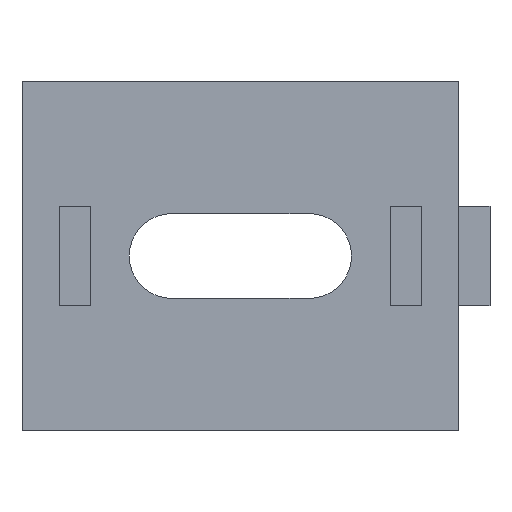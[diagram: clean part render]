
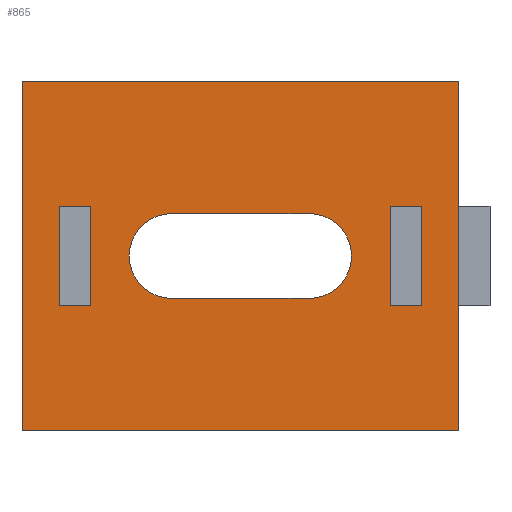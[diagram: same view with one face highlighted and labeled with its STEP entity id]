
A CAD part, left-side view. The second image highlights one B-rep face of the part: STEP entity #865.
In plain terms, the highlighted planar face has unit normal (-1, 0, 0).
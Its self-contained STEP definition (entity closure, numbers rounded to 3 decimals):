
#6 = CARTESIAN_POINT ( 'NONE',  ( 0., 35., 14. ) ) ;
#11 = VECTOR ( 'NONE', #553, 1000. ) ;
#17 = LINE ( 'NONE', #822, #451 ) ;
#52 = ORIENTED_EDGE ( 'NONE', *, *, #783, .T. ) ;
#62 = EDGE_CURVE ( 'NONE', #500, #292, #372, .T. ) ;
#81 = VERTEX_POINT ( 'NONE', #944 ) ;
#90 = VERTEX_POINT ( 'NONE', #1259 ) ;
#101 = VERTEX_POINT ( 'NONE', #669 ) ;
#109 = LINE ( 'NONE', #694, #755 ) ;
#115 = CARTESIAN_POINT ( 'NONE',  ( 0., 23., 0. ) ) ;
#121 = VERTEX_POINT ( 'NONE', #1235 ) ;
#124 = VECTOR ( 'NONE', #237, 1000. ) ;
#132 = FACE_BOUND ( 'NONE', #974, .T. ) ;
#143 = CARTESIAN_POINT ( 'NONE',  ( 0., 29.5, -4. ) ) ;
#145 = LINE ( 'NONE', #155, #798 ) ;
#149 = VERTEX_POINT ( 'NONE', #749 ) ;
#153 = CARTESIAN_POINT ( 'NONE',  ( 0., 23., 3.4 ) ) ;
#155 = CARTESIAN_POINT ( 'NONE',  ( 0., 35., 14. ) ) ;
#159 = VECTOR ( 'NONE', #1050, 1000. ) ;
#165 = CARTESIAN_POINT ( 'NONE',  ( 0., 3., -4. ) ) ;
#185 = DIRECTION ( 'NONE',  ( 0., -1., 0. ) ) ;
#192 = LINE ( 'NONE', #760, #877 ) ;
#194 = VERTEX_POINT ( 'NONE', #153 ) ;
#196 = DIRECTION ( 'NONE',  ( -1., 0., 0. ) ) ;
#219 = DIRECTION ( 'NONE',  ( 1., 0., 0. ) ) ;
#226 = EDGE_CURVE ( 'NONE', #101, #1257, #549, .T. ) ;
#237 = DIRECTION ( 'NONE',  ( 0., 0., -1. ) ) ;
#240 = CIRCLE ( 'NONE', #899, 3.4 ) ;
#261 = VECTOR ( 'NONE', #795, 1000. ) ;
#266 = LINE ( 'NONE', #660, #159 ) ;
#274 = LINE ( 'NONE', #853, #517 ) ;
#292 = VERTEX_POINT ( 'NONE', #442 ) ;
#298 = ORIENTED_EDGE ( 'NONE', *, *, #1135, .F. ) ;
#303 = CIRCLE ( 'NONE', #1022, 3.4 ) ;
#327 = EDGE_CURVE ( 'NONE', #1257, #785, #1244, .T. ) ;
#334 = CARTESIAN_POINT ( 'NONE',  ( 0., 12., 3.4 ) ) ;
#335 = DIRECTION ( 'NONE',  ( 0., 0., 1. ) ) ;
#340 = EDGE_CURVE ( 'NONE', #81, #121, #983, .T. ) ;
#349 = EDGE_CURVE ( 'NONE', #502, #149, #109, .T. ) ;
#351 = DIRECTION ( 'NONE',  ( 0., -1., 0. ) ) ;
#352 = ORIENTED_EDGE ( 'NONE', *, *, #1097, .T. ) ;
#357 = EDGE_CURVE ( 'NONE', #194, #407, #981, .T. ) ;
#360 = LINE ( 'NONE', #730, #939 ) ;
#372 = LINE ( 'NONE', #165, #11 ) ;
#380 = CARTESIAN_POINT ( 'NONE',  ( 0., 23., 0. ) ) ;
#405 = EDGE_CURVE ( 'NONE', #407, #502, #303, .T. ) ;
#407 = VERTEX_POINT ( 'NONE', #593 ) ;
#416 = VERTEX_POINT ( 'NONE', #885 ) ;
#419 = CARTESIAN_POINT ( 'NONE',  ( 0., 32., 4. ) ) ;
#430 = CARTESIAN_POINT ( 'NONE',  ( 0., 23., -3.4 ) ) ;
#433 = LINE ( 'NONE', #143, #124 ) ;
#442 = CARTESIAN_POINT ( 'NONE',  ( 0., 3., -4. ) ) ;
#451 = VECTOR ( 'NONE', #1003, 1000. ) ;
#477 = ORIENTED_EDGE ( 'NONE', *, *, #327, .T. ) ;
#478 = DIRECTION ( 'NONE',  ( 0., 1., 0. ) ) ;
#479 = ORIENTED_EDGE ( 'NONE', *, *, #1041, .F. ) ;
#493 = CARTESIAN_POINT ( 'NONE',  ( 0., 29.5, -4. ) ) ;
#500 = VERTEX_POINT ( 'NONE', #810 ) ;
#502 = VERTEX_POINT ( 'NONE', #430 ) ;
#503 = DIRECTION ( 'NONE',  ( 0., 0., 1. ) ) ;
#506 = CARTESIAN_POINT ( 'NONE',  ( 0., 35., 14. ) ) ;
#517 = VECTOR ( 'NONE', #478, 1000. ) ;
#520 = CARTESIAN_POINT ( 'NONE',  ( 0., 5.5, 4. ) ) ;
#537 = ORIENTED_EDGE ( 'NONE', *, *, #679, .T. ) ;
#543 = CARTESIAN_POINT ( 'NONE',  ( 0., 0., 14. ) ) ;
#549 = LINE ( 'NONE', #739, #1161 ) ;
#552 = DIRECTION ( 'NONE',  ( 0., -1., 0. ) ) ;
#553 = DIRECTION ( 'NONE',  ( 0., 0., -1. ) ) ;
#559 = EDGE_CURVE ( 'NONE', #149, #1000, #240, .T. ) ;
#593 = CARTESIAN_POINT ( 'NONE',  ( 0., 26.4, 0. ) ) ;
#598 = VERTEX_POINT ( 'NONE', #916 ) ;
#606 = ORIENTED_EDGE ( 'NONE', *, *, #1145, .T. ) ;
#608 = FACE_OUTER_BOUND ( 'NONE', #1264, .T. ) ;
#654 = LINE ( 'NONE', #1026, #774 ) ;
#660 = CARTESIAN_POINT ( 'NONE',  ( 0., 5.5, -4. ) ) ;
#669 = CARTESIAN_POINT ( 'NONE',  ( 0., 32., -4. ) ) ;
#670 = ORIENTED_EDGE ( 'NONE', *, *, #405, .F. ) ;
#675 = ORIENTED_EDGE ( 'NONE', *, *, #1027, .T. ) ;
#677 = ORIENTED_EDGE ( 'NONE', *, *, #1119, .F. ) ;
#678 = VERTEX_POINT ( 'NONE', #493 ) ;
#679 = EDGE_CURVE ( 'NONE', #121, #90, #192, .T. ) ;
#686 = ORIENTED_EDGE ( 'NONE', *, *, #62, .T. ) ;
#694 = CARTESIAN_POINT ( 'NONE',  ( 0., 12., -3.4 ) ) ;
#696 = VECTOR ( 'NONE', #728, 1000. ) ;
#700 = EDGE_LOOP ( 'NONE', ( #352, #1164, #477, #675 ) ) ;
#703 = PLANE ( 'NONE',  #1251 ) ;
#728 = DIRECTION ( 'NONE',  ( 0., 0., -1. ) ) ;
#730 = CARTESIAN_POINT ( 'NONE',  ( 0., 12., 3.4 ) ) ;
#739 = CARTESIAN_POINT ( 'NONE',  ( 0., 32., -4. ) ) ;
#749 = CARTESIAN_POINT ( 'NONE',  ( 0., 12., -3.4 ) ) ;
#755 = VECTOR ( 'NONE', #975, 1000. ) ;
#760 = CARTESIAN_POINT ( 'NONE',  ( 0., 35., -14. ) ) ;
#768 = ORIENTED_EDGE ( 'NONE', *, *, #1202, .T. ) ;
#774 = VECTOR ( 'NONE', #827, 1000. ) ;
#783 = EDGE_CURVE ( 'NONE', #292, #416, #274, .T. ) ;
#785 = VERTEX_POINT ( 'NONE', #1054 ) ;
#795 = DIRECTION ( 'NONE',  ( 0., 0., -1. ) ) ;
#798 = VECTOR ( 'NONE', #552, 1000. ) ;
#802 = CARTESIAN_POINT ( 'NONE',  ( 0., 12., 0. ) ) ;
#810 = CARTESIAN_POINT ( 'NONE',  ( 0., 3., 4. ) ) ;
#822 = CARTESIAN_POINT ( 'NONE',  ( 0., 3., 4. ) ) ;
#827 = DIRECTION ( 'NONE',  ( 0., 1., 0. ) ) ;
#853 = CARTESIAN_POINT ( 'NONE',  ( 0., 3., -4. ) ) ;
#859 = ORIENTED_EDGE ( 'NONE', *, *, #349, .F. ) ;
#862 = ORIENTED_EDGE ( 'NONE', *, *, #357, .F. ) ;
#865 = ADVANCED_FACE ( 'NONE', ( #893, #132, #608, #991 ), #703, .F. ) ;
#877 = VECTOR ( 'NONE', #185, 1000. ) ;
#885 = CARTESIAN_POINT ( 'NONE',  ( 0., 5.5, -4. ) ) ;
#893 = FACE_BOUND ( 'NONE', #700, .T. ) ;
#894 = DIRECTION ( 'NONE',  ( 0., 0., 1. ) ) ;
#899 = AXIS2_PLACEMENT_3D ( 'NONE', #802, #1013, #894 ) ;
#916 = CARTESIAN_POINT ( 'NONE',  ( 0., 0., 14. ) ) ;
#920 = AXIS2_PLACEMENT_3D ( 'NONE', #115, #1190, #503 ) ;
#939 = VECTOR ( 'NONE', #1139, 1000. ) ;
#944 = CARTESIAN_POINT ( 'NONE',  ( 0., 35., 14. ) ) ;
#964 = ORIENTED_EDGE ( 'NONE', *, *, #559, .F. ) ;
#974 = EDGE_LOOP ( 'NONE', ( #52, #606, #768, #686 ) ) ;
#975 = DIRECTION ( 'NONE',  ( 0., -1., 0. ) ) ;
#981 = CIRCLE ( 'NONE', #920, 3.4 ) ;
#983 = LINE ( 'NONE', #6, #261 ) ;
#987 = EDGE_LOOP ( 'NONE', ( #964, #859, #670, #862, #298 ) ) ;
#991 = FACE_BOUND ( 'NONE', #987, .T. ) ;
#1000 = VERTEX_POINT ( 'NONE', #334 ) ;
#1003 = DIRECTION ( 'NONE',  ( 0., -1., 0. ) ) ;
#1004 = VECTOR ( 'NONE', #351, 1000. ) ;
#1013 = DIRECTION ( 'NONE',  ( -1., 0., 0. ) ) ;
#1022 = AXIS2_PLACEMENT_3D ( 'NONE', #380, #196, #1177 ) ;
#1026 = CARTESIAN_POINT ( 'NONE',  ( 0., 29.5, -4. ) ) ;
#1027 = EDGE_CURVE ( 'NONE', #785, #678, #433, .T. ) ;
#1029 = LINE ( 'NONE', #543, #696 ) ;
#1035 = ORIENTED_EDGE ( 'NONE', *, *, #340, .T. ) ;
#1041 = EDGE_CURVE ( 'NONE', #598, #90, #1029, .T. ) ;
#1050 = DIRECTION ( 'NONE',  ( 0., 0., 1. ) ) ;
#1054 = CARTESIAN_POINT ( 'NONE',  ( 0., 29.5, 4. ) ) ;
#1092 = DIRECTION ( 'NONE',  ( 0., 1., 0. ) ) ;
#1097 = EDGE_CURVE ( 'NONE', #678, #101, #654, .T. ) ;
#1119 = EDGE_CURVE ( 'NONE', #81, #598, #145, .T. ) ;
#1135 = EDGE_CURVE ( 'NONE', #1000, #194, #360, .T. ) ;
#1139 = DIRECTION ( 'NONE',  ( 0., 1., 0. ) ) ;
#1145 = EDGE_CURVE ( 'NONE', #416, #1223, #266, .T. ) ;
#1161 = VECTOR ( 'NONE', #335, 1000. ) ;
#1164 = ORIENTED_EDGE ( 'NONE', *, *, #226, .T. ) ;
#1177 = DIRECTION ( 'NONE',  ( 0., 0., 1. ) ) ;
#1190 = DIRECTION ( 'NONE',  ( -1., 0., 0. ) ) ;
#1202 = EDGE_CURVE ( 'NONE', #1223, #500, #17, .T. ) ;
#1220 = CARTESIAN_POINT ( 'NONE',  ( 0., 29.5, 4. ) ) ;
#1223 = VERTEX_POINT ( 'NONE', #520 ) ;
#1235 = CARTESIAN_POINT ( 'NONE',  ( 0., 35., -14. ) ) ;
#1244 = LINE ( 'NONE', #1220, #1004 ) ;
#1251 = AXIS2_PLACEMENT_3D ( 'NONE', #506, #219, #1092 ) ;
#1257 = VERTEX_POINT ( 'NONE', #419 ) ;
#1259 = CARTESIAN_POINT ( 'NONE',  ( 0., 0., -14. ) ) ;
#1264 = EDGE_LOOP ( 'NONE', ( #537, #479, #677, #1035 ) ) ;
